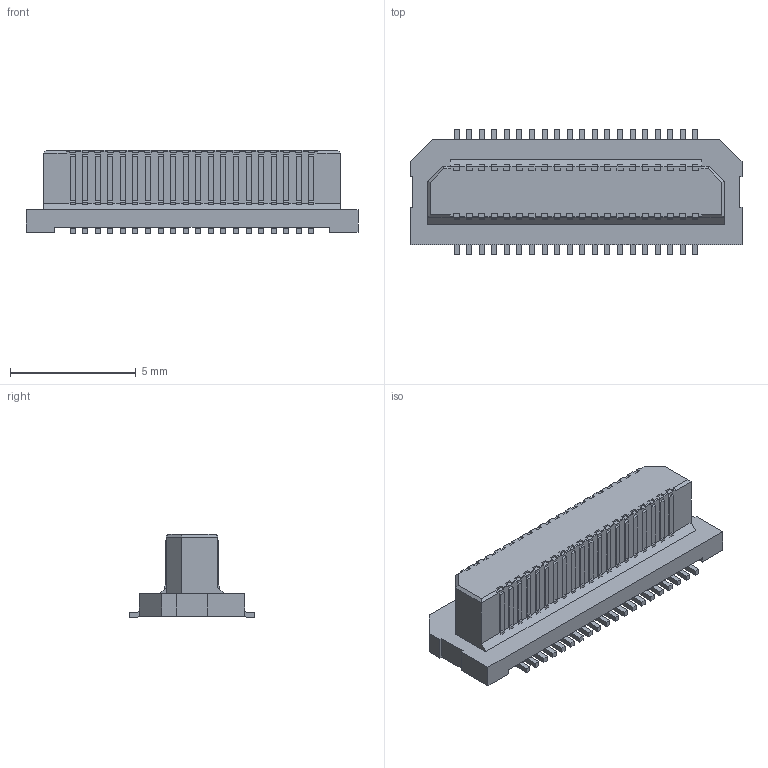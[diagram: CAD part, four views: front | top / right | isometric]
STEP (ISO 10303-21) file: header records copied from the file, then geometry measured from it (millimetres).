
FILE_DESCRIPTION (( 'STEP AP214' ), '1' );
FILE_NAME ('axk6s40447y.stp', '2007-10-17T04:05:46', ( '' ), ( 'PanasonicCorporation' ), '', '', '' );
FILE_SCHEMA (( 'AUTOMOTIVE_DESIGN' ));
Length unit declared in the file: millimetre
Products named in the file (1): axk6s40447y
Bounding box: 13.2 x 5 x 3.3 mm (x, y, z)
Volume: 98.7 mm3; surface area: 239.4 mm2
Topology: 1 solids, 1 shells, 765 faces, 2160 edges, 1438 vertices
Faces by surface type: plane 725, cylinder 40
Entity records: 24309 total; most frequent: CARTESIAN_POINT 4364, ORIENTED_EDGE 4320, DIRECTION 3772, EDGE_CURVE 2160, VECTOR 2080, LINE 2080, VERTEX_POINT 1438, AXIS2_PLACEMENT_3D 846
